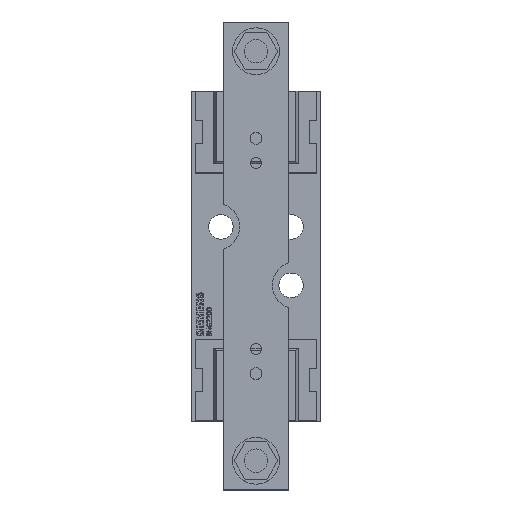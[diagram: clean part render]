
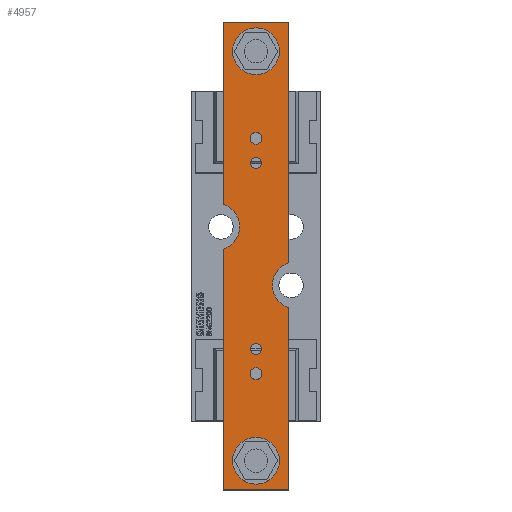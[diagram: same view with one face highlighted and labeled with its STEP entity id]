
A CAD part, top view. The second image highlights one B-rep face of the part: STEP entity #4957.
In plain terms, the highlighted planar face has unit normal (0, 0, 1).
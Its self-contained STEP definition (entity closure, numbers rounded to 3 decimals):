
#4957=ADVANCED_FACE('',(#6314,#6315,#6316,#6317,#6318,#6319,#6320),#5367,
 .T.);
#5367=PLANE('',#16544);
#5566=CIRCLE('',#16212,10.);
#5569=CIRCLE('',#16231,2.5);
#5593=CIRCLE('',#16315,2.5);
#5625=CIRCLE('',#16421,10.);
#5630=CIRCLE('',#16540,2.325);
#5631=CIRCLE('',#16541,2.325);
#5632=CIRCLE('',#16542,10.);
#5633=CIRCLE('',#16543,10.);
#6314=FACE_BOUND('',#7042,.T.);
#6315=FACE_BOUND('',#7043,.T.);
#6316=FACE_BOUND('',#7044,.T.);
#6317=FACE_BOUND('',#7045,.T.);
#6318=FACE_BOUND('',#7046,.T.);
#6319=FACE_BOUND('',#7047,.T.);
#6320=FACE_BOUND('',#7048,.T.);
#7042=EDGE_LOOP('',(#10072));
#7043=EDGE_LOOP('',(#10073));
#7044=EDGE_LOOP('',(#10074));
#7045=EDGE_LOOP('',(#10075));
#7046=EDGE_LOOP('',(#10076));
#7047=EDGE_LOOP('',(#10077));
#7048=EDGE_LOOP('',(#10078,#10079,#10080,#10081,#10082,#10083,#10084,#10085));
#10072=ORIENTED_EDGE('',*,*,#12745,.F.);
#10073=ORIENTED_EDGE('',*,*,#12772,.F.);
#10074=ORIENTED_EDGE('',*,*,#12922,.F.);
#10075=ORIENTED_EDGE('',*,*,#13104,.F.);
#10076=ORIENTED_EDGE('',*,*,#13503,.T.);
#10077=ORIENTED_EDGE('',*,*,#13504,.T.);
#10078=ORIENTED_EDGE('',*,*,#13505,.T.);
#10079=ORIENTED_EDGE('',*,*,#13506,.T.);
#10080=ORIENTED_EDGE('',*,*,#13507,.T.);
#10081=ORIENTED_EDGE('',*,*,#13508,.T.);
#10082=ORIENTED_EDGE('',*,*,#13509,.T.);
#10083=ORIENTED_EDGE('',*,*,#13510,.T.);
#10084=ORIENTED_EDGE('',*,*,#13511,.T.);
#10085=ORIENTED_EDGE('',*,*,#13512,.T.);
#11361=VERTEX_POINT('',#24909);
#11376=VERTEX_POINT('',#24967);
#11475=VERTEX_POINT('',#25295);
#11594=VERTEX_POINT('',#25689);
#11835=VERTEX_POINT('',#29104);
#11836=VERTEX_POINT('',#29106);
#11837=VERTEX_POINT('',#29108);
#11838=VERTEX_POINT('',#29109);
#11839=VERTEX_POINT('',#29111);
#11840=VERTEX_POINT('',#29113);
#11841=VERTEX_POINT('',#29115);
#11842=VERTEX_POINT('',#29117);
#11843=VERTEX_POINT('',#29119);
#11844=VERTEX_POINT('',#29121);
#12745=EDGE_CURVE('',#11361,#11361,#5566,.T.);
#12772=EDGE_CURVE('',#11376,#11376,#5569,.T.);
#12922=EDGE_CURVE('',#11475,#11475,#5593,.T.);
#13104=EDGE_CURVE('',#11594,#11594,#5625,.T.);
#13503=EDGE_CURVE('',#11835,#11835,#5630,.T.);
#13504=EDGE_CURVE('',#11836,#11836,#5631,.T.);
#13505=EDGE_CURVE('',#11837,#11838,#14641,.T.);
#13506=EDGE_CURVE('',#11838,#11839,#14642,.T.);
#13507=EDGE_CURVE('',#11839,#11840,#14643,.T.);
#13508=EDGE_CURVE('',#11840,#11841,#5632,.T.);
#13509=EDGE_CURVE('',#11841,#11842,#14644,.T.);
#13510=EDGE_CURVE('',#11842,#11843,#14645,.T.);
#13511=EDGE_CURVE('',#11843,#11844,#14646,.T.);
#13512=EDGE_CURVE('',#11844,#11837,#5633,.T.);
#14641=LINE('',#29107,#15703);
#14642=LINE('',#29110,#15704);
#14643=LINE('',#29112,#15705);
#14644=LINE('',#29116,#15706);
#14645=LINE('',#29118,#15707);
#14646=LINE('',#29120,#15708);
#15703=VECTOR('',#18782,1.);
#15704=VECTOR('',#18783,1.);
#15705=VECTOR('',#18784,1.);
#15706=VECTOR('',#18787,1.);
#15707=VECTOR('',#18788,1.);
#15708=VECTOR('',#18789,1.);
#16212=AXIS2_PLACEMENT_3D('',#24908,#17634,#17635);
#16231=AXIS2_PLACEMENT_3D('',#24966,#17696,#17697);
#16315=AXIS2_PLACEMENT_3D('',#25294,#17985,#17986);
#16421=AXIS2_PLACEMENT_3D('',#25688,#18342,#18343);
#16540=AXIS2_PLACEMENT_3D('',#29103,#18778,#18779);
#16541=AXIS2_PLACEMENT_3D('',#29105,#18780,#18781);
#16542=AXIS2_PLACEMENT_3D('',#29114,#18785,#18786);
#16543=AXIS2_PLACEMENT_3D('',#29122,#18790,#18791);
#16544=AXIS2_PLACEMENT_3D('',#29123,#18792,#18793);
#17634=DIRECTION('',(0.,0.,1.));
#17635=DIRECTION('',(0.,-1.,0.));
#17696=DIRECTION('',(0.,0.,1.));
#17697=DIRECTION('',(0.,-1.,0.));
#17985=DIRECTION('',(0.,0.,1.));
#17986=DIRECTION('',(0.,-1.,0.));
#18342=DIRECTION('',(0.,0.,1.));
#18343=DIRECTION('',(0.,-1.,0.));
#18778=DIRECTION('',(0.,0.,-1.));
#18779=DIRECTION('',(0.,-1.,0.));
#18780=DIRECTION('',(0.,0.,-1.));
#18781=DIRECTION('',(0.,-1.,0.));
#18782=DIRECTION('',(0.,1.,0.));
#18783=DIRECTION('',(-1.,0.,0.));
#18784=DIRECTION('',(0.,-1.,0.));
#18785=DIRECTION('',(0.,0.,-1.));
#18786=DIRECTION('',(0.3,0.954,0.));
#18787=DIRECTION('',(0.,-1.,0.));
#18788=DIRECTION('',(1.,0.,0.));
#18789=DIRECTION('',(0.,1.,0.));
#18790=DIRECTION('',(0.,0.,-1.));
#18791=DIRECTION('',(-0.3,-0.954,0.));
#18792=DIRECTION('',(0.,0.,1.));
#18793=DIRECTION('',(0.,1.,0.));
#24908=CARTESIAN_POINT('',(27.5,12.5,39.));
#24909=CARTESIAN_POINT('',(27.5,2.5,39.));
#24966=CARTESIAN_POINT('',(27.5,49.75,39.));
#24967=CARTESIAN_POINT('',(27.5,47.25,39.));
#25294=CARTESIAN_POINT('',(27.5,150.25,39.));
#25295=CARTESIAN_POINT('',(27.5,147.75,39.));
#25688=CARTESIAN_POINT('',(27.5,187.5,39.));
#25689=CARTESIAN_POINT('',(27.5,177.5,39.));
#29103=CARTESIAN_POINT('',(27.5,60.25,39.));
#29104=CARTESIAN_POINT('',(27.5,57.925,39.));
#29105=CARTESIAN_POINT('',(27.5,139.75,39.));
#29106=CARTESIAN_POINT('',(27.5,137.425,39.));
#29107=CARTESIAN_POINT('',(41.5,97.039,39.));
#29108=CARTESIAN_POINT('',(41.5,97.039,39.));
#29109=CARTESIAN_POINT('',(41.5,200.,39.));
#29110=CARTESIAN_POINT('',(41.5,200.,39.));
#29111=CARTESIAN_POINT('',(13.5,200.,39.));
#29112=CARTESIAN_POINT('',(13.5,200.,39.));
#29113=CARTESIAN_POINT('',(13.5,122.039,39.));
#29114=CARTESIAN_POINT('',(10.5,112.5,39.));
#29115=CARTESIAN_POINT('',(13.5,102.961,39.));
#29116=CARTESIAN_POINT('',(13.5,102.961,39.));
#29117=CARTESIAN_POINT('',(13.5,0.,39.));
#29118=CARTESIAN_POINT('',(13.5,0.,39.));
#29119=CARTESIAN_POINT('',(41.5,0.,39.));
#29120=CARTESIAN_POINT('',(41.5,0.,39.));
#29121=CARTESIAN_POINT('',(41.5,77.961,39.));
#29122=CARTESIAN_POINT('',(44.5,87.5,39.));
#29123=CARTESIAN_POINT('',(27.5,100.,39.));
